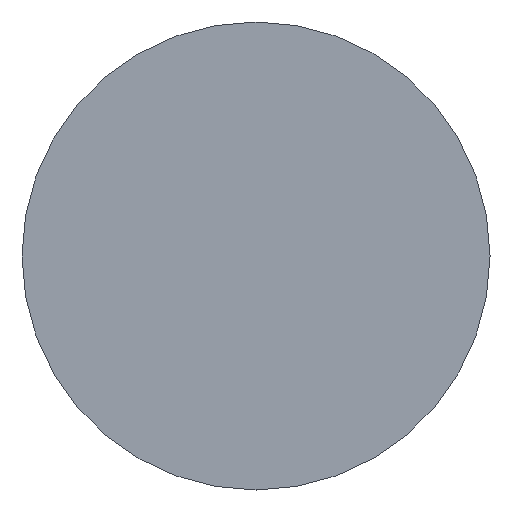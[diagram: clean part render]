
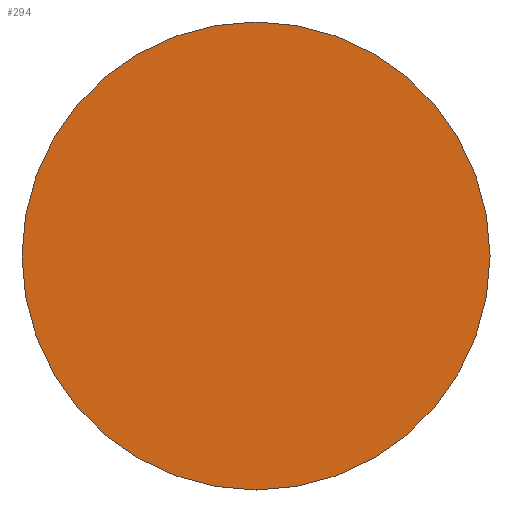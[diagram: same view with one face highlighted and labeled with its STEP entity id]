
A CAD part, front view. The second image highlights one B-rep face of the part: STEP entity #294.
In plain terms, the highlighted planar face has unit normal (0, -1, 0).
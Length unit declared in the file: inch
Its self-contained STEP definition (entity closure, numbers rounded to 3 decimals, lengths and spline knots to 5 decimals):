
#4 = CARTESIAN_POINT ( 'NONE',  ( 0., 0., 0. ) ) ;
#15 = AXIS2_PLACEMENT_3D ( 'NONE', #129, #109, #128 ) ;
#20 = ORIENTED_EDGE ( 'NONE', *, *, #143, .T. ) ;
#21 = DIRECTION ( 'NONE',  ( 0., 0., -1. ) ) ;
#48 = DIRECTION ( 'NONE',  ( 0., -1., 0. ) ) ;
#62 = EDGE_CURVE ( 'NONE', #142, #268, #264, .T. ) ;
#73 = DIRECTION ( 'NONE',  ( 0., 0., -1. ) ) ;
#94 = AXIS2_PLACEMENT_3D ( 'NONE', #4, #48, #21 ) ;
#109 = DIRECTION ( 'NONE',  ( 0., -1., 0. ) ) ;
#110 = CARTESIAN_POINT ( 'NONE',  ( 0., 0., 0.125 ) ) ;
#111 = CIRCLE ( 'NONE', #15, 0.125 ) ;
#119 = DIRECTION ( 'NONE',  ( 0., -1., 0. ) ) ;
#128 = DIRECTION ( 'NONE',  ( 0., 0., -1. ) ) ;
#129 = CARTESIAN_POINT ( 'NONE',  ( 0., 0., 0. ) ) ;
#140 = PLANE ( 'NONE',  #226 ) ;
#142 = VERTEX_POINT ( 'NONE', #208 ) ;
#143 = EDGE_CURVE ( 'NONE', #268, #142, #111, .T. ) ;
#147 = CARTESIAN_POINT ( 'NONE',  ( 0., 0., 0. ) ) ;
#161 = ORIENTED_EDGE ( 'NONE', *, *, #62, .T. ) ;
#181 = EDGE_LOOP ( 'NONE', ( #161, #20 ) ) ;
#208 = CARTESIAN_POINT ( 'NONE',  ( 0., 0., -0.125 ) ) ;
#215 = FACE_OUTER_BOUND ( 'NONE', #181, .T. ) ;
#226 = AXIS2_PLACEMENT_3D ( 'NONE', #147, #119, #73 ) ;
#264 = CIRCLE ( 'NONE', #94, 0.125 ) ;
#268 = VERTEX_POINT ( 'NONE', #110 ) ;
#294 = ADVANCED_FACE ( 'NONE', ( #215 ), #140, .T. ) ;
